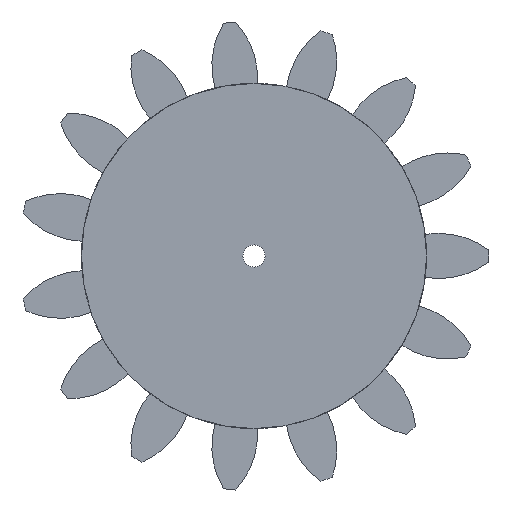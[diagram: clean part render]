
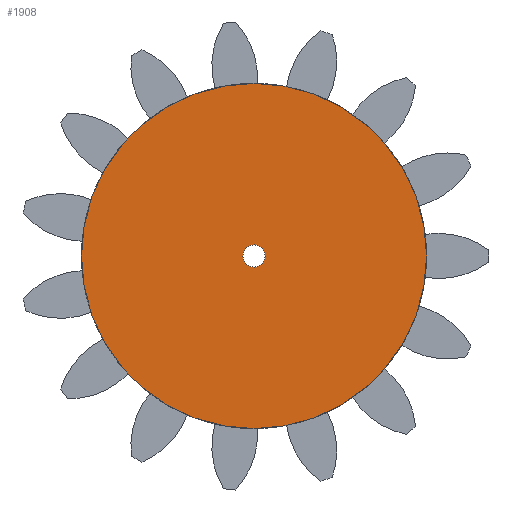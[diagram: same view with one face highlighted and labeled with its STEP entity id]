
A CAD part, left-side view. The second image highlights one B-rep face of the part: STEP entity #1908.
In plain terms, the highlighted planar face has unit normal (-1, 0, 0).
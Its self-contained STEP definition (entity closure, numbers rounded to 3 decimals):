
#128 = CIRCLE ( 'NONE', #1379, 6.249 ) ;
#134 = DIRECTION ( 'NONE',  ( 0., 0., 1. ) ) ;
#139 = CARTESIAN_POINT ( 'NONE',  ( -6., 0., 0.4 ) ) ;
#196 = VERTEX_POINT ( 'NONE', #2447 ) ;
#358 = CIRCLE ( 'NONE', #2154, 0.4 ) ;
#365 = CARTESIAN_POINT ( 'NONE',  ( -6., 0., 6.249 ) ) ;
#453 = AXIS2_PLACEMENT_3D ( 'NONE', #1849, #717, #2044 ) ;
#505 = FACE_OUTER_BOUND ( 'NONE', #783, .T. ) ;
#565 = CIRCLE ( 'NONE', #453, 0.4 ) ;
#594 = AXIS2_PLACEMENT_3D ( 'NONE', #1980, #2126, #1210 ) ;
#644 = DIRECTION ( 'NONE',  ( 0., 0., 1. ) ) ;
#676 = EDGE_CURVE ( 'NONE', #917, #196, #1632, .T. ) ;
#717 = DIRECTION ( 'NONE',  ( 1., 0., 0. ) ) ;
#741 = VERTEX_POINT ( 'NONE', #139 ) ;
#783 = EDGE_LOOP ( 'NONE', ( #971, #1146 ) ) ;
#822 = DIRECTION ( 'NONE',  ( 0., 0., 1. ) ) ;
#827 = CARTESIAN_POINT ( 'NONE',  ( -6., 0., 0. ) ) ;
#917 = VERTEX_POINT ( 'NONE', #365 ) ;
#971 = ORIENTED_EDGE ( 'NONE', *, *, #676, .T. ) ;
#1090 = CARTESIAN_POINT ( 'NONE',  ( -6., 0., -0.4 ) ) ;
#1146 = ORIENTED_EDGE ( 'NONE', *, *, #2341, .T. ) ;
#1186 = DIRECTION ( 'NONE',  ( -1., 0., 0. ) ) ;
#1210 = DIRECTION ( 'NONE',  ( 0., 0., 1. ) ) ;
#1253 = DIRECTION ( 'NONE',  ( 1., 0., 0. ) ) ;
#1305 = EDGE_LOOP ( 'NONE', ( #1946, #2005 ) ) ;
#1306 = EDGE_CURVE ( 'NONE', #741, #1368, #358, .T. ) ;
#1368 = VERTEX_POINT ( 'NONE', #1090 ) ;
#1379 = AXIS2_PLACEMENT_3D ( 'NONE', #827, #1954, #644 ) ;
#1392 = EDGE_CURVE ( 'NONE', #1368, #741, #565, .T. ) ;
#1632 = CIRCLE ( 'NONE', #594, 6.249 ) ;
#1699 = PLANE ( 'NONE',  #2204 ) ;
#1849 = CARTESIAN_POINT ( 'NONE',  ( -6., 0., 0. ) ) ;
#1908 = ADVANCED_FACE ( 'NONE', ( #1953, #505 ), #1699, .T. ) ;
#1945 = CARTESIAN_POINT ( 'NONE',  ( -6., 0., 0. ) ) ;
#1946 = ORIENTED_EDGE ( 'NONE', *, *, #1306, .T. ) ;
#1953 = FACE_BOUND ( 'NONE', #1305, .T. ) ;
#1954 = DIRECTION ( 'NONE',  ( -1., 0., 0. ) ) ;
#1980 = CARTESIAN_POINT ( 'NONE',  ( -6., 0., 0. ) ) ;
#2005 = ORIENTED_EDGE ( 'NONE', *, *, #1392, .T. ) ;
#2044 = DIRECTION ( 'NONE',  ( 0., 0., 1. ) ) ;
#2126 = DIRECTION ( 'NONE',  ( -1., 0., 0. ) ) ;
#2154 = AXIS2_PLACEMENT_3D ( 'NONE', #2399, #1253, #134 ) ;
#2204 = AXIS2_PLACEMENT_3D ( 'NONE', #1945, #1186, #822 ) ;
#2341 = EDGE_CURVE ( 'NONE', #196, #917, #128, .T. ) ;
#2399 = CARTESIAN_POINT ( 'NONE',  ( -6., 0., 0. ) ) ;
#2447 = CARTESIAN_POINT ( 'NONE',  ( -6., 0., -6.249 ) ) ;
